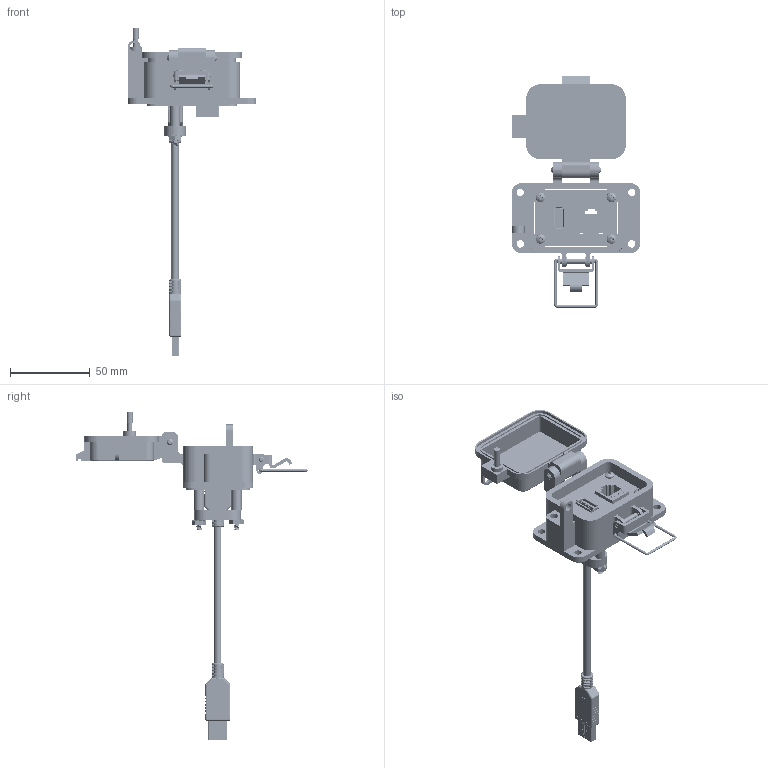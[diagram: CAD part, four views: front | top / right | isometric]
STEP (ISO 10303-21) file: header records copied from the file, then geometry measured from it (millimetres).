
FILE_DESCRIPTION (( 'STEP AP214' ), '1' );
FILE_NAME ('P-P11R2-B3RX_3D.STEP', '2017-10-13T14:01:10', ( '' ), ( '' ), 'SwSTEP 2.0', 'SolidWorks 2017', '' );
FILE_SCHEMA (( 'AUTOMOTIVE_DESIGN' ));
Length unit declared in the file: millimetre
Products named in the file (15): 92005A124_METRIC PAN HEAD PHILLIPS MACHINE SCREW_92005A124; Z-H-B3; R2; Z-300-RJ45CAT5; P-P11R2-B3RX_FP; Z_002_632516HN_90675A007; Z_001_SPR1_94639A306; Z_000_632134FH_91771A156; P-P11R2-B3RX_TP2; P11; Z-020-3047; 90272A106_ZINC-PLTD STL PAN HEAD PHILLIPS MACHINE SCREW_90272A106; P-P11R2-B3RX_TP1; P-P11R2-B3RX_BP; P-P11R2-B3RX_3D
Assembly tree (20 placements, depth 3):
  P-P11R2-B3RX_3D
    P-P11R2-B3RX_BP
    P-P11R2-B3RX_TP1
    90272A106_ZINC-PLTD STL PAN HEAD PHILLIPS MACHINE SCREW_90272A106
    P11
      Z-020-3047
    P-P11R2-B3RX_TP2
    Z_000_632134FH_91771A156  x2
    Z_001_SPR1_94639A306  x2
    Z_002_632516HN_90675A007  x2
    P-P11R2-B3RX_FP
    R2
      Z-300-RJ45CAT5
    Z-H-B3
    92005A124_METRIC PAN HEAD PHILLIPS MACHINE SCREW_92005A124  x4
Bounding box: 80.57 x 145.03 x 205.51 mm (x, y, z)
Volume: 75765.8 mm3; surface area: 66809 mm2
Topology: 32 solids, 32 shells, 3275 faces, 9314 edges, 6141 vertices
Faces by surface type: cylinder 1592, plane 1249, bspline 269, cone 135, torus 20, sphere 10
Entity records: 106386 total; most frequent: CARTESIAN_POINT 33427, ORIENTED_EDGE 13480, DIRECTION 10993, EDGE_CURVE 6740, VERTEX_POINT 4446, VECTOR 3923, LINE 3923, AXIS2_PLACEMENT_3D 3535
